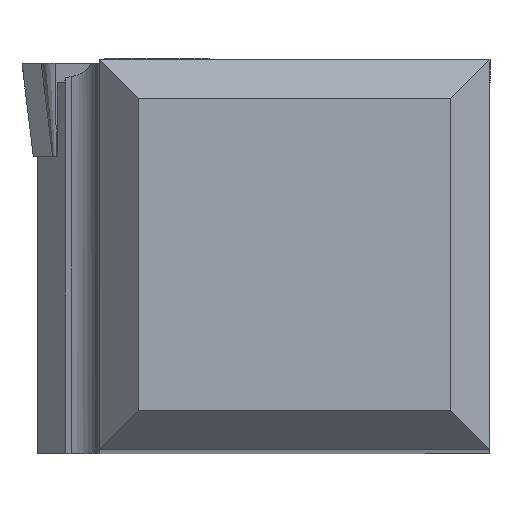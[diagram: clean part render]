
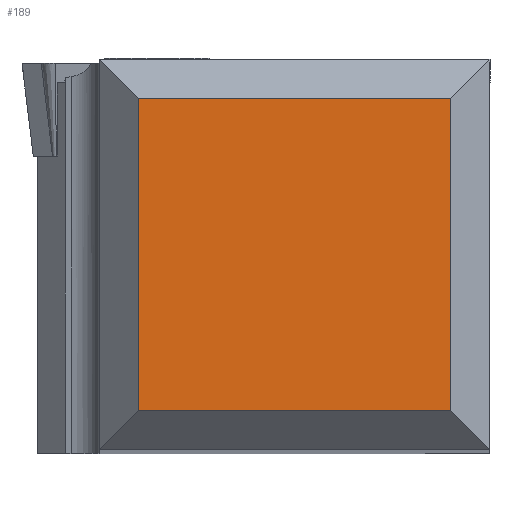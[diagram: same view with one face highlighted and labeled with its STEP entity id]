
A CAD part, top view. The second image highlights one B-rep face of the part: STEP entity #189.
In plain terms, the highlighted planar face has unit normal (0, 0, 1).
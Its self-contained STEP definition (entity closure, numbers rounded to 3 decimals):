
#117=FACE_OUTER_BOUND('',#309,.T.);
#189=ADVANCED_FACE('',(#117),#254,.T.);
#254=PLANE('',#1536);
#309=EDGE_LOOP('',(#454,#455,#456,#457));
#454=ORIENTED_EDGE('',*,*,#929,.T.);
#455=ORIENTED_EDGE('',*,*,#928,.T.);
#456=ORIENTED_EDGE('',*,*,#930,.T.);
#457=ORIENTED_EDGE('',*,*,#931,.F.);
#786=VERTEX_POINT('',#2191);
#787=VERTEX_POINT('',#2193);
#788=VERTEX_POINT('',#2197);
#789=VERTEX_POINT('',#2199);
#928=EDGE_CURVE('',#786,#787,#1229,.T.);
#929=EDGE_CURVE('',#788,#786,#1230,.T.);
#930=EDGE_CURVE('',#787,#789,#1231,.T.);
#931=EDGE_CURVE('',#788,#789,#1232,.T.);
#1229=LINE('',#2194,#1341);
#1230=LINE('',#2196,#1342);
#1231=LINE('',#2198,#1343);
#1232=LINE('',#2200,#1344);
#1341=VECTOR('',#1778,1.);
#1342=VECTOR('',#1781,1.);
#1343=VECTOR('',#1782,1.);
#1344=VECTOR('',#1783,1.);
#1536=AXIS2_PLACEMENT_3D('',#2201,#1784,#1785);
#1778=DIRECTION('',(-1.,0.,0.));
#1781=DIRECTION('',(0.,1.,0.));
#1782=DIRECTION('',(0.,-1.,0.));
#1783=DIRECTION('',(-1.,0.,0.));
#1784=DIRECTION('',(0.,0.,1.));
#1785=DIRECTION('',(1.,0.,0.));
#2191=CARTESIAN_POINT('',(-1.,9.,0.));
#2193=CARTESIAN_POINT('',(-9.,9.,0.));
#2194=CARTESIAN_POINT('',(-1.,9.,0.));
#2196=CARTESIAN_POINT('',(-1.,1.,0.));
#2197=CARTESIAN_POINT('',(-1.,1.,0.));
#2198=CARTESIAN_POINT('',(-9.,9.,0.));
#2199=CARTESIAN_POINT('',(-9.,1.,0.));
#2200=CARTESIAN_POINT('',(-1.,1.,0.));
#2201=CARTESIAN_POINT('',(-5.,5.,0.));
